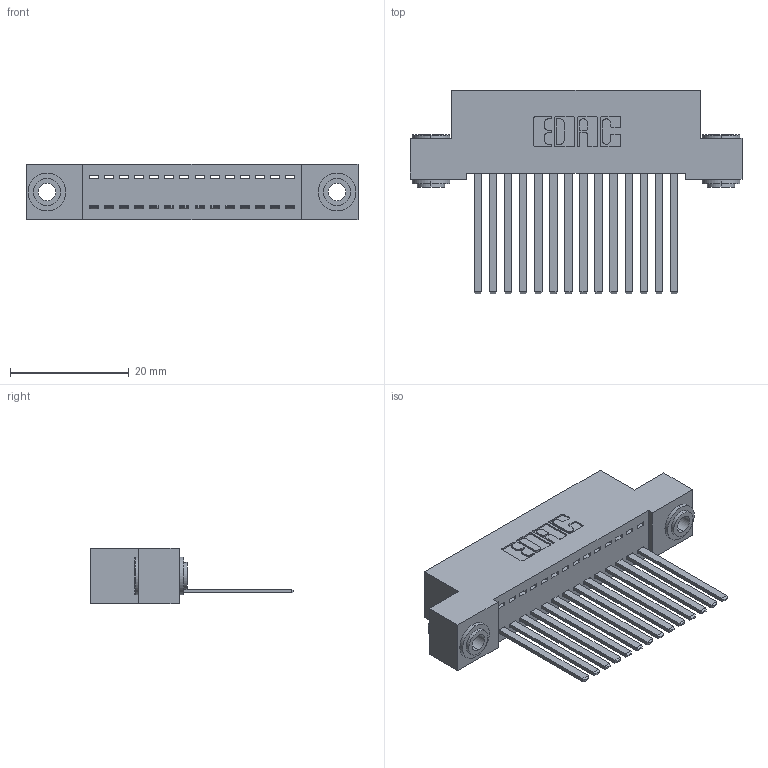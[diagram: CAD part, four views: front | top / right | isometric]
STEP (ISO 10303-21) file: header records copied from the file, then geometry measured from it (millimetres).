
FILE_DESCRIPTION (( 'STEP AP203' ), '1' );
FILE_NAME ('342-014-544-103.STEP', '2018-08-10T18:18:49', ( '' ), ( '' ), 'SwSTEP 2.0', 'SolidWorks 2016', '' );
FILE_SCHEMA (( 'CONFIG_CONTROL_DESIGN' ));
Length unit declared in the file: inch
Products named in the file (4): 342 Part_.156 TH; 345-292-001_345-293-144; 342-250-002_345-250-002-102; 342-014-544-103
Assembly tree (17 placements, depth 2):
  342-014-544-103
    342 Part_.156 TH
    345-292-001_345-293-144  x14
    342-250-002_345-250-002-102  x2
Bounding box: 55.88 x 34.3 x 9.4 mm (x, y, z)
Volume: 4981.4 mm3; surface area: 7479.8 mm2
Topology: 17 solids, 17 shells, 876 faces, 2587 edges, 1702 vertices
Faces by surface type: plane 608, cylinder 260, cone 8
Entity records: 12514 total; most frequent: CARTESIAN_POINT 2139, ORIENTED_EDGE 2082, DIRECTION 1891, EDGE_CURVE 1041, VECTOR 893, LINE 893, VERTEX_POINT 690, AXIS2_PLACEMENT_3D 499
